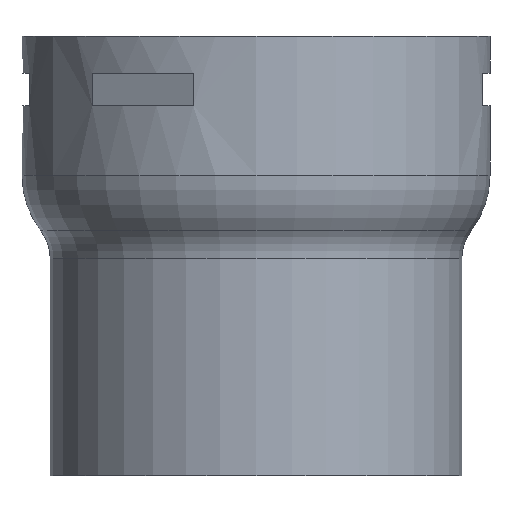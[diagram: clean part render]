
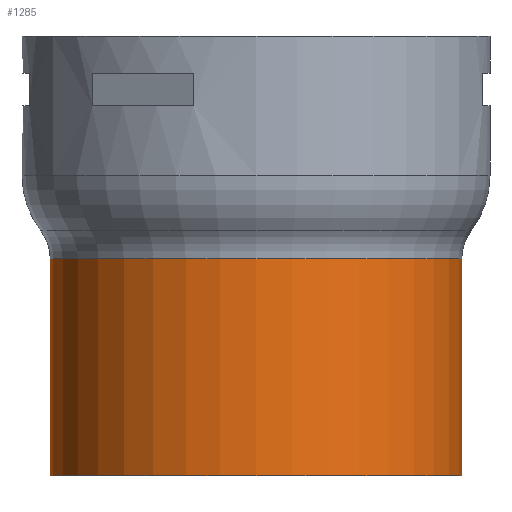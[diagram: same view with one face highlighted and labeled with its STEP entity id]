
A CAD part, front view. The second image highlights one B-rep face of the part: STEP entity #1285.
In plain terms, the highlighted cylindrical face has radius 445 mm (diameter 890 mm), a full revolution.
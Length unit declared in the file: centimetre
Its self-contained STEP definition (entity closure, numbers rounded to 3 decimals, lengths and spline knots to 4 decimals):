
#30=CYLINDRICAL_SURFACE('',#1391,44.5);
#70=CIRCLE('',#1389,44.5);
#72=CIRCLE('',#1392,44.5);
#73=CIRCLE('',#1393,44.5);
#151=FACE_OUTER_BOUND('',#224,.T.);
#224=EDGE_LOOP('',(#984,#985,#986,#987,#988));
#340=LINE('',#2071,#466);
#466=VECTOR('',#1677,44.5);
#582=VERTEX_POINT('',#2062);
#584=VERTEX_POINT('',#2067);
#585=VERTEX_POINT('',#2068);
#736=EDGE_CURVE('',#582,#582,#70,.T.);
#738=EDGE_CURVE('',#584,#585,#72,.T.);
#739=EDGE_CURVE('',#585,#584,#73,.T.);
#740=EDGE_CURVE('',#585,#582,#340,.T.);
#984=ORIENTED_EDGE('',*,*,#738,.F.);
#985=ORIENTED_EDGE('',*,*,#739,.F.);
#986=ORIENTED_EDGE('',*,*,#740,.T.);
#987=ORIENTED_EDGE('',*,*,#736,.T.);
#988=ORIENTED_EDGE('',*,*,#740,.F.);
#1285=ADVANCED_FACE('',(#151),#30,.T.);
#1389=AXIS2_PLACEMENT_3D('',#2063,#1667,#1668);
#1391=AXIS2_PLACEMENT_3D('',#2066,#1671,#1672);
#1392=AXIS2_PLACEMENT_3D('',#2069,#1673,#1674);
#1393=AXIS2_PLACEMENT_3D('',#2070,#1675,#1676);
#1667=DIRECTION('center_axis',(0.,0.,1.));
#1668=DIRECTION('ref_axis',(1.,0.,0.));
#1671=DIRECTION('center_axis',(0.,0.,1.));
#1672=DIRECTION('ref_axis',(-1.,0.,0.));
#1673=DIRECTION('center_axis',(0.,0.,1.));
#1674=DIRECTION('ref_axis',(1.,0.,0.));
#1675=DIRECTION('center_axis',(0.,0.,1.));
#1676=DIRECTION('ref_axis',(1.,0.,0.));
#1677=DIRECTION('',(0.,0.,-1.));
#2062=CARTESIAN_POINT('',(44.5,0.,0.));
#2063=CARTESIAN_POINT('Origin',(0.,0.,
0.));
#2066=CARTESIAN_POINT('Origin',(0.,0.,
23.4337));
#2067=CARTESIAN_POINT('',(0.,44.5,46.8674));
#2068=CARTESIAN_POINT('',(44.5,0.,46.8674));
#2069=CARTESIAN_POINT('Origin',(0.,0.,
46.8674));
#2070=CARTESIAN_POINT('Origin',(0.,0.,
46.8674));
#2071=CARTESIAN_POINT('',(44.5,0.,23.4337));
